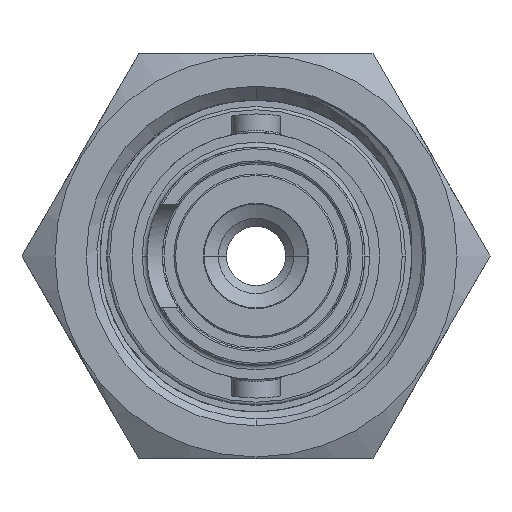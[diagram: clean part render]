
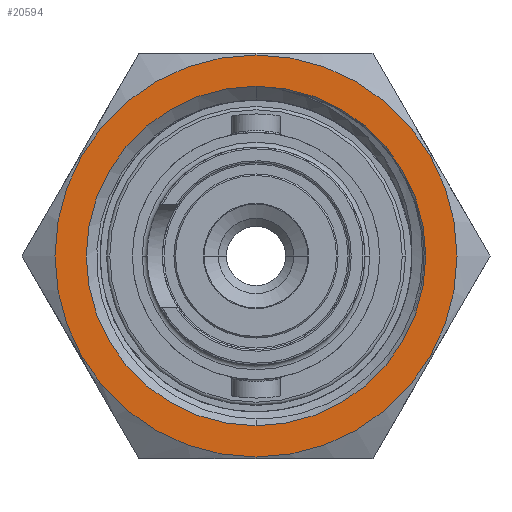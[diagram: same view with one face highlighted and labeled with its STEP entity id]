
A CAD part, left-side view. The second image highlights one B-rep face of the part: STEP entity #20594.
In plain terms, the highlighted face is planar.
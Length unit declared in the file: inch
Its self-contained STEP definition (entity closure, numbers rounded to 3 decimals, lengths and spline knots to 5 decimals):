
#327 = DIRECTION ( 'NONE',  ( 0., 0., -1. ) ) ;
#647 = VERTEX_POINT ( 'NONE', #6372 ) ;
#896 = EDGE_CURVE ( 'NONE', #647, #9864, #14326, .T. ) ;
#1382 = AXIS2_PLACEMENT_3D ( 'NONE', #16323, #9760, #327 ) ;
#2219 = CIRCLE ( 'NONE', #10443, 0.5235 ) ;
#2224 = AXIS2_PLACEMENT_3D ( 'NONE', #2366, #12425, #17074 ) ;
#2366 = CARTESIAN_POINT ( 'NONE',  ( 0., 0., 0. ) ) ;
#2383 = EDGE_CURVE ( 'NONE', #14039, #5498, #19355, .T. ) ;
#2561 = EDGE_LOOP ( 'NONE', ( #16237, #6662 ) ) ;
#2777 = AXIS2_PLACEMENT_3D ( 'NONE', #2983, #15719, #12475 ) ;
#2983 = CARTESIAN_POINT ( 'NONE',  ( 0., 0., 0. ) ) ;
#3316 = FACE_OUTER_BOUND ( 'NONE', #15054, .T. ) ;
#3391 = CARTESIAN_POINT ( 'NONE',  ( 0., 0., -0.5235 ) ) ;
#5498 = VERTEX_POINT ( 'NONE', #3391 ) ;
#5759 = ORIENTED_EDGE ( 'NONE', *, *, #896, .T. ) ;
#6372 = CARTESIAN_POINT ( 'NONE',  ( 0., 0., -0.62 ) ) ;
#6662 = ORIENTED_EDGE ( 'NONE', *, *, #2383, .F. ) ;
#7340 = CARTESIAN_POINT ( 'NONE',  ( 0., 0., 0.62 ) ) ;
#7646 = ORIENTED_EDGE ( 'NONE', *, *, #20651, .T. ) ;
#7788 = DIRECTION ( 'NONE',  ( 1., 0., 0. ) ) ;
#8416 = CARTESIAN_POINT ( 'NONE',  ( 0., 0., 0. ) ) ;
#9760 = DIRECTION ( 'NONE',  ( 1., 0., 0. ) ) ;
#9864 = VERTEX_POINT ( 'NONE', #7340 ) ;
#10036 = CIRCLE ( 'NONE', #1382, 0.62 ) ;
#10443 = AXIS2_PLACEMENT_3D ( 'NONE', #8416, #11651, #13272 ) ;
#10894 = CARTESIAN_POINT ( 'NONE',  ( 0., 0.5235, 0. ) ) ;
#11651 = DIRECTION ( 'NONE',  ( 1., 0., 0. ) ) ;
#12425 = DIRECTION ( 'NONE',  ( 1., 0., 0. ) ) ;
#12475 = DIRECTION ( 'NONE',  ( 0., 0., -1. ) ) ;
#12509 = DIRECTION ( 'NONE',  ( 0., 0., -1. ) ) ;
#13272 = DIRECTION ( 'NONE',  ( 0., 0., -1. ) ) ;
#13324 = EDGE_CURVE ( 'NONE', #5498, #14039, #2219, .T. ) ;
#14039 = VERTEX_POINT ( 'NONE', #14310 ) ;
#14310 = CARTESIAN_POINT ( 'NONE',  ( 0., 0., 0.5235 ) ) ;
#14326 = CIRCLE ( 'NONE', #2224, 0.62 ) ;
#14435 = PLANE ( 'NONE',  #16943 ) ;
#15054 = EDGE_LOOP ( 'NONE', ( #7646, #5759 ) ) ;
#15719 = DIRECTION ( 'NONE',  ( 1., 0., 0. ) ) ;
#16237 = ORIENTED_EDGE ( 'NONE', *, *, #13324, .F. ) ;
#16323 = CARTESIAN_POINT ( 'NONE',  ( 0., 0., 0. ) ) ;
#16352 = FACE_BOUND ( 'NONE', #2561, .T. ) ;
#16943 = AXIS2_PLACEMENT_3D ( 'NONE', #10894, #7788, #12509 ) ;
#17074 = DIRECTION ( 'NONE',  ( 0., 0., -1. ) ) ;
#19355 = CIRCLE ( 'NONE', #2777, 0.5235 ) ;
#20594 = ADVANCED_FACE ( 'NONE', ( #3316, #16352 ), #14435, .T. ) ;
#20651 = EDGE_CURVE ( 'NONE', #9864, #647, #10036, .T. ) ;
